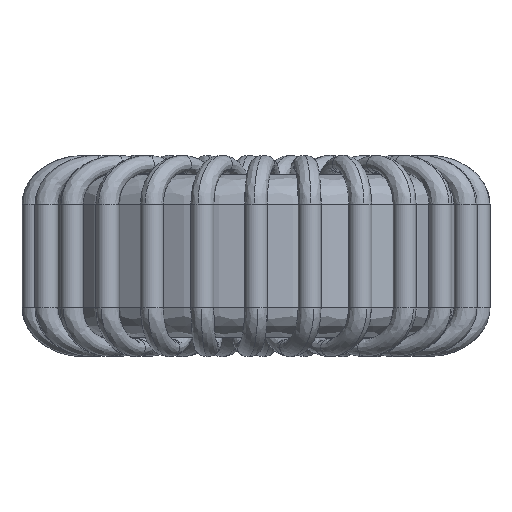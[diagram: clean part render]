
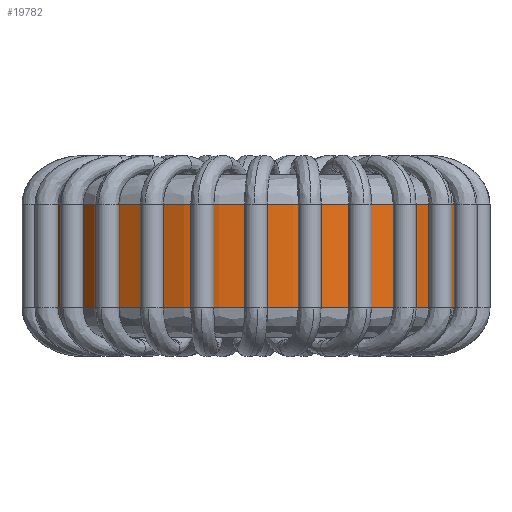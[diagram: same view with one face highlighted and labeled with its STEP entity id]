
A CAD part, front view. The second image highlights one B-rep face of the part: STEP entity #19782.
In plain terms, the highlighted cylindrical face has radius 6.27 mm (diameter 12.54 mm), a partial arc.
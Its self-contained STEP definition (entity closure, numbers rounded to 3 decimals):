
#315 = AXIS2_PLACEMENT_3D ( 'NONE', #17543, #1876, #9787 ) ;
#460 = DIRECTION ( 'NONE',  ( 1., 0., 0. ) ) ;
#463 = CIRCLE ( 'NONE', #31252, 6.27 ) ;
#1876 = DIRECTION ( 'NONE',  ( 0., 0., -1. ) ) ;
#2599 = EDGE_CURVE ( 'NONE', #27141, #30484, #3919, .T. ) ;
#3919 = LINE ( 'NONE', #22667, #10106 ) ;
#4285 = EDGE_CURVE ( 'NONE', #27538, #22700, #12427, .T. ) ;
#6455 = DIRECTION ( 'NONE',  ( 0., 0., -1. ) ) ;
#6876 = CARTESIAN_POINT ( 'NONE',  ( 6.27, 0., 4.84 ) ) ;
#8411 = CARTESIAN_POINT ( 'NONE',  ( -6.27, 0., 0.88 ) ) ;
#9398 = DIRECTION ( 'NONE',  ( -1., 0., 0. ) ) ;
#9787 = DIRECTION ( 'NONE',  ( 0., 1., 0. ) ) ;
#10106 = VECTOR ( 'NONE', #27821, 1000. ) ;
#11883 = ORIENTED_EDGE ( 'NONE', *, *, #4285, .F. ) ;
#12427 = LINE ( 'NONE', #6876, #33895 ) ;
#12921 = DIRECTION ( 'NONE',  ( 0., 0., 1. ) ) ;
#14130 = AXIS2_PLACEMENT_3D ( 'NONE', #21813, #6455, #9398 ) ;
#15177 = CIRCLE ( 'NONE', #315, 6.27 ) ;
#17085 = CARTESIAN_POINT ( 'NONE',  ( -6.27, 0., 3.96 ) ) ;
#17287 = EDGE_CURVE ( 'NONE', #27538, #27141, #15177, .T. ) ;
#17377 = ORIENTED_EDGE ( 'NONE', *, *, #26312, .T. ) ;
#17543 = CARTESIAN_POINT ( 'NONE',  ( 0., 0., 3.96 ) ) ;
#18887 = CARTESIAN_POINT ( 'NONE',  ( 0., 0., 0.88 ) ) ;
#19782 = ADVANCED_FACE ( 'NONE', ( #27448 ), #30054, .T. ) ;
#20253 = ORIENTED_EDGE ( 'NONE', *, *, #17287, .T. ) ;
#20482 = EDGE_LOOP ( 'NONE', ( #11883, #20253, #22467, #17377 ) ) ;
#21813 = CARTESIAN_POINT ( 'NONE',  ( 0., 0., 4.84 ) ) ;
#22467 = ORIENTED_EDGE ( 'NONE', *, *, #2599, .T. ) ;
#22667 = CARTESIAN_POINT ( 'NONE',  ( -6.27, 0., 4.84 ) ) ;
#22700 = VERTEX_POINT ( 'NONE', #33976 ) ;
#25452 = DIRECTION ( 'NONE',  ( 0., 0., -1. ) ) ;
#26312 = EDGE_CURVE ( 'NONE', #30484, #22700, #463, .T. ) ;
#27141 = VERTEX_POINT ( 'NONE', #17085 ) ;
#27448 = FACE_OUTER_BOUND ( 'NONE', #20482, .T. ) ;
#27538 = VERTEX_POINT ( 'NONE', #29950 ) ;
#27821 = DIRECTION ( 'NONE',  ( 0., 0., -1. ) ) ;
#29950 = CARTESIAN_POINT ( 'NONE',  ( 6.27, 0., 3.96 ) ) ;
#30054 = CYLINDRICAL_SURFACE ( 'NONE', #14130, 6.27 ) ;
#30484 = VERTEX_POINT ( 'NONE', #8411 ) ;
#31252 = AXIS2_PLACEMENT_3D ( 'NONE', #18887, #12921, #460 ) ;
#33895 = VECTOR ( 'NONE', #25452, 1000. ) ;
#33976 = CARTESIAN_POINT ( 'NONE',  ( 6.27, 0., 0.88 ) ) ;
